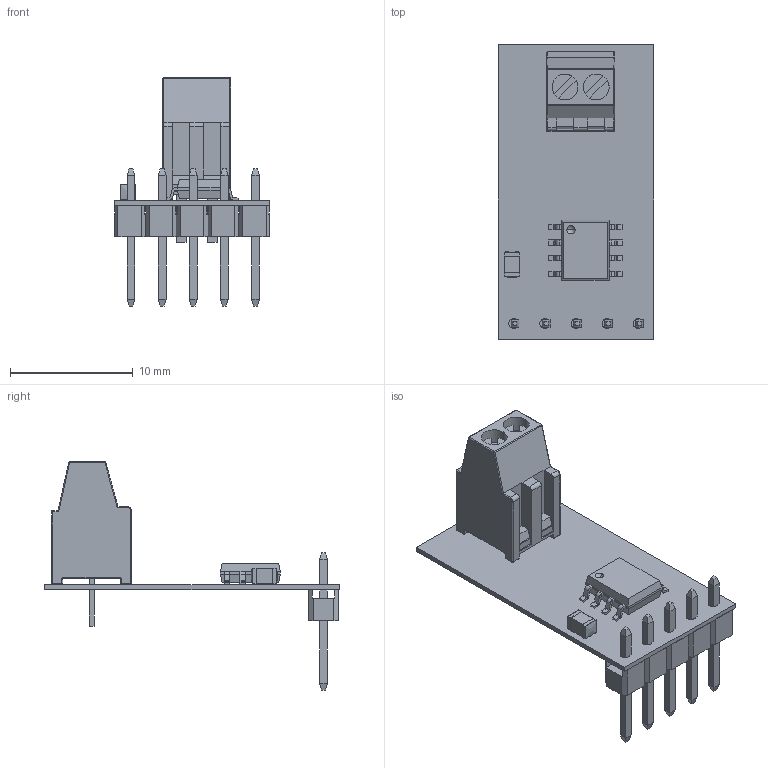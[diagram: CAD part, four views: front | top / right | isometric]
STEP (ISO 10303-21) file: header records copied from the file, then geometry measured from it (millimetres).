
FILE_DESCRIPTION(('Open CASCADE Model'),'2;1');
FILE_NAME('Open CASCADE Shape Model','2019-07-12T02:06:03',('Author'),( 'Open CASCADE'),'Open CASCADE STEP processor 6.8','Open CASCADE 6.8' ,'Unknown');
FILE_SCHEMA(('AUTOMOTIVE_DESIGN { 1 0 10303 214 1 1 1 1 }'));
Length unit declared in the file: millimetre
Products named in the file (1): PCB
Bounding box: 12.7 x 24 x 18.61 mm (x, y, z)
Volume: 126.9 mm3; surface area: 1345.5 mm2
Topology: 4 solids, 209 shells, 509 faces, 2511 edges, 2936 vertices
Faces by surface type: plane 336, cylinder 117, sphere 34, torus 12, bspline 10
Full cylindrical faces by diameter (mm): 0.813 x5, 1.1 x2
Entity records: 29092 total; most frequent: CARTESIAN_POINT 6263, DIRECTION 3731, ORIENTED_EDGE 2444, LINE 2187, VECTOR 2187, EDGE_CURVE 1735, VERTEX_POINT 1440, AXIS2_PLACEMENT_3D 772
